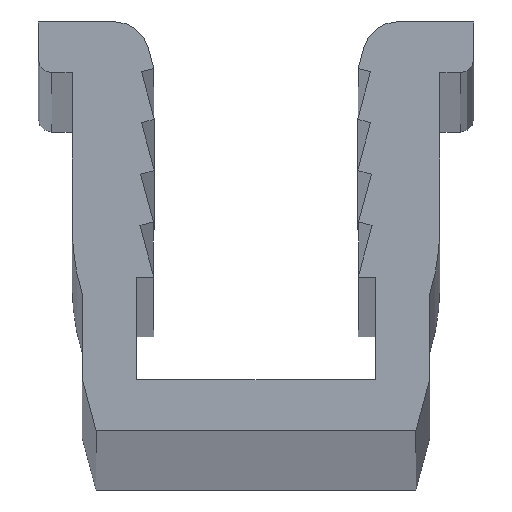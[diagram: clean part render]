
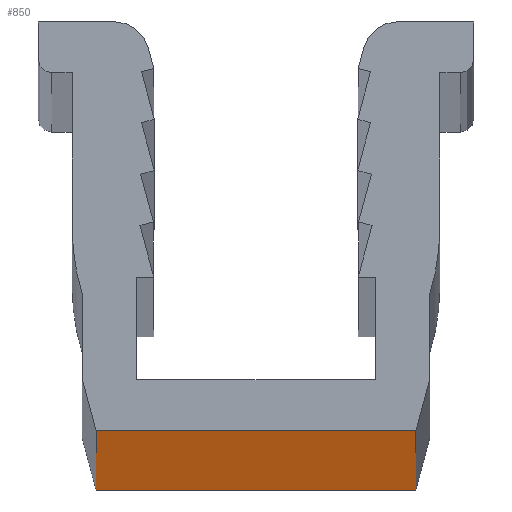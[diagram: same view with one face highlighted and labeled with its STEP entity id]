
A CAD part, top view. The second image highlights one B-rep face of the part: STEP entity #850.
In plain terms, the highlighted planar face has unit normal (0, -1, 0).
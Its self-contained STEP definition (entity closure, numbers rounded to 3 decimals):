
#34=FACE_OUTER_BOUND('',#78,.T.);
#78=EDGE_LOOP('',(#566,#567,#568,#569));
#126=LINE('',#1194,#240);
#127=LINE('',#1197,#241);
#128=LINE('',#1199,#242);
#129=LINE('',#1200,#243);
#240=VECTOR('',#963,1000.);
#241=VECTOR('',#966,9.396);
#242=VECTOR('',#967,9.396);
#243=VECTOR('',#968,1000.);
#352=VERTEX_POINT('',#1190);
#353=VERTEX_POINT('',#1192);
#354=VERTEX_POINT('',#1196);
#355=VERTEX_POINT('',#1198);
#438=EDGE_CURVE('',#352,#353,#126,.T.);
#439=EDGE_CURVE('',#354,#352,#127,.T.);
#440=EDGE_CURVE('',#355,#353,#128,.T.);
#441=EDGE_CURVE('',#354,#355,#129,.T.);
#566=ORIENTED_EDGE('',*,*,#439,.T.);
#567=ORIENTED_EDGE('',*,*,#438,.T.);
#568=ORIENTED_EDGE('',*,*,#440,.F.);
#569=ORIENTED_EDGE('',*,*,#441,.F.);
#812=PLANE('',#897);
#850=ADVANCED_FACE('',(#34),#812,.T.);
#897=AXIS2_PLACEMENT_3D('',#1195,#964,#965);
#963=DIRECTION('',(0.,0.,1.));
#964=DIRECTION('center_axis',(0.,-1.,0.));
#965=DIRECTION('ref_axis',(1.,0.,0.));
#966=DIRECTION('',(1.,0.,0.));
#967=DIRECTION('',(1.,0.,0.));
#968=DIRECTION('',(0.,0.,1.));
#1190=CARTESIAN_POINT('',(4.698,0.,0.));
#1192=CARTESIAN_POINT('',(4.698,0.,1000.));
#1194=CARTESIAN_POINT('',(4.698,0.,0.));
#1195=CARTESIAN_POINT('Origin',(-4.698,0.,
0.));
#1196=CARTESIAN_POINT('',(-4.698,0.,0.));
#1197=CARTESIAN_POINT('',(-4.698,0.,0.));
#1198=CARTESIAN_POINT('',(-4.698,0.,1000.));
#1199=CARTESIAN_POINT('',(-4.698,0.,1000.));
#1200=CARTESIAN_POINT('',(-4.698,0.,0.));
